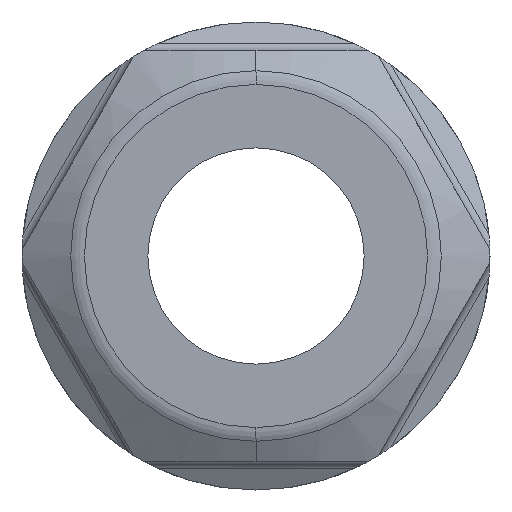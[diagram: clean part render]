
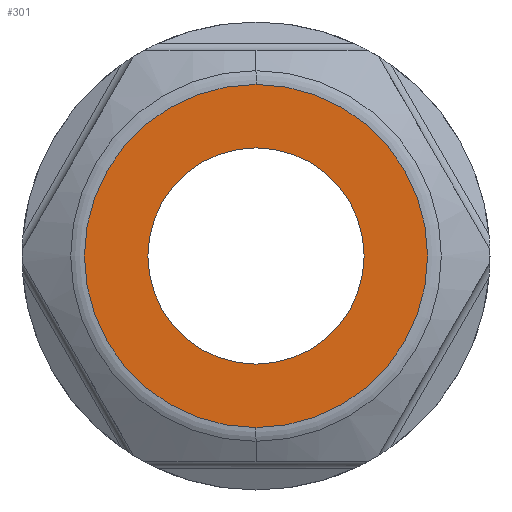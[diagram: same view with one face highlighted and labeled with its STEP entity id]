
A CAD part, left-side view. The second image highlights one B-rep face of the part: STEP entity #301.
In plain terms, the highlighted planar face has unit normal (-1, 0, 0).
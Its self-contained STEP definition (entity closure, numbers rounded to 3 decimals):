
#85 = EDGE_CURVE ( 'NONE', #1740, #1768, #2499, .T. ) ;
#98 = EDGE_CURVE ( 'NONE', #1769, #1781, #2533, .T. ) ;
#117 = EDGE_CURVE ( 'NONE', #1781, #1769, #2251, .T. ) ;
#158 = EDGE_CURVE ( 'NONE', #1768, #1740, #2279, .T. ) ;
#176 = AXIS2_PLACEMENT_3D ( 'NONE', #3364, #3325, #3332 ) ;
#223 = AXIS2_PLACEMENT_3D ( 'NONE', #428, #462, #433 ) ;
#229 = AXIS2_PLACEMENT_3D ( 'NONE', #3394, #3382, #3413 ) ;
#244 = AXIS2_PLACEMENT_3D ( 'NONE', #3537, #3543, #3550 ) ;
#301 = ADVANCED_FACE ( 'NONE', ( #2025, #2054 ), #1540, .F. ) ;
#428 = CARTESIAN_POINT ( 'NONE',  ( 0., 0., 0. ) ) ;
#433 = DIRECTION ( 'NONE',  ( 0., 0., 1. ) ) ;
#462 = DIRECTION ( 'NONE',  ( -1., 0., 0. ) ) ;
#1509 = CARTESIAN_POINT ( 'NONE',  ( 0., 7.855, 0. ) ) ;
#1514 = DIRECTION ( 'NONE',  ( 1., 0., 0. ) ) ;
#1538 = DIRECTION ( 'NONE',  ( 0., 0., -1. ) ) ;
#1540 = PLANE ( 'NONE',  #2589 ) ;
#1740 = VERTEX_POINT ( 'NONE', #1843 ) ;
#1768 = VERTEX_POINT ( 'NONE', #1935 ) ;
#1769 = VERTEX_POINT ( 'NONE', #1959 ) ;
#1781 = VERTEX_POINT ( 'NONE', #1945 ) ;
#1843 = CARTESIAN_POINT ( 'NONE',  ( 0., 0., 12.464 ) ) ;
#1935 = CARTESIAN_POINT ( 'NONE',  ( 0., 0., -12.464 ) ) ;
#1945 = CARTESIAN_POINT ( 'NONE',  ( 0., 0., 7.855 ) ) ;
#1959 = CARTESIAN_POINT ( 'NONE',  ( 0., 0., -7.855 ) ) ;
#2025 = FACE_BOUND ( 'NONE', #3642, .T. ) ;
#2054 = FACE_OUTER_BOUND ( 'NONE', #3586, .T. ) ;
#2251 = CIRCLE ( 'NONE', #244, 7.855 ) ;
#2279 = CIRCLE ( 'NONE', #223, 12.464 ) ;
#2499 = CIRCLE ( 'NONE', #176, 12.464 ) ;
#2533 = CIRCLE ( 'NONE', #229, 7.855 ) ;
#2589 = AXIS2_PLACEMENT_3D ( 'NONE', #1509, #1514, #1538 ) ;
#3325 = DIRECTION ( 'NONE',  ( -1., 0., 0. ) ) ;
#3332 = DIRECTION ( 'NONE',  ( 0., 0., 1. ) ) ;
#3364 = CARTESIAN_POINT ( 'NONE',  ( 0., 0., 0. ) ) ;
#3382 = DIRECTION ( 'NONE',  ( -1., 0., 0. ) ) ;
#3394 = CARTESIAN_POINT ( 'NONE',  ( 0., 0., 0. ) ) ;
#3413 = DIRECTION ( 'NONE',  ( 0., 0., 1. ) ) ;
#3537 = CARTESIAN_POINT ( 'NONE',  ( 0., 0., 0. ) ) ;
#3543 = DIRECTION ( 'NONE',  ( -1., 0., 0. ) ) ;
#3550 = DIRECTION ( 'NONE',  ( 0., 0., 1. ) ) ;
#3586 = EDGE_LOOP ( 'NONE', ( #3688, #3708 ) ) ;
#3642 = EDGE_LOOP ( 'NONE', ( #3666, #3647 ) ) ;
#3647 = ORIENTED_EDGE ( 'NONE', *, *, #98, .F. ) ;
#3666 = ORIENTED_EDGE ( 'NONE', *, *, #117, .F. ) ;
#3688 = ORIENTED_EDGE ( 'NONE', *, *, #85, .T. ) ;
#3708 = ORIENTED_EDGE ( 'NONE', *, *, #158, .T. ) ;
